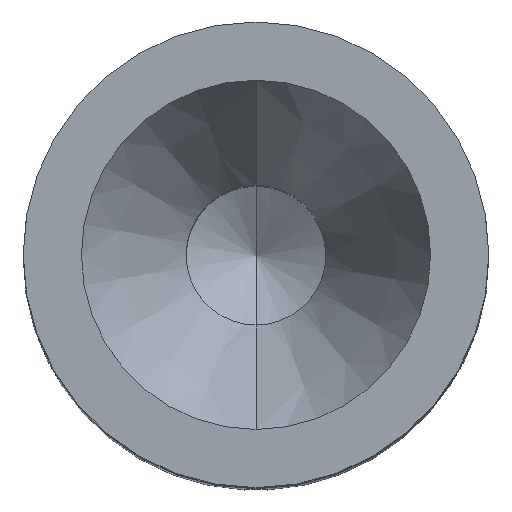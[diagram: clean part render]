
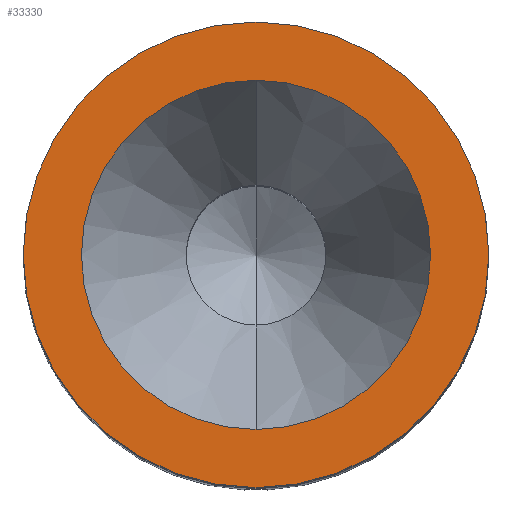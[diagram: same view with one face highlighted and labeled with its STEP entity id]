
A CAD part, top view. The second image highlights one B-rep face of the part: STEP entity #33330.
In plain terms, the highlighted planar face has unit normal (0, 0, 1).
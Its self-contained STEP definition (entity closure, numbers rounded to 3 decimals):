
#32850=CARTESIAN_POINT('',(51.312,49.825,31.6));
#32860=VERTEX_POINT('',#32850);
#32940=CARTESIAN_POINT('',(51.312,43.825,31.6));
#32950=VERTEX_POINT('',#32940);
#32980=CARTESIAN_POINT('',(51.312,46.825,31.6));
#32990=DIRECTION('',(0.,0.,-1.));
#33000=DIRECTION('',(0.,-1.,0.));
#33010=AXIS2_PLACEMENT_3D('',#32980,#32990,#33000);
#33020=CIRCLE('',#33010,3.);
#33030=EDGE_CURVE('',#32860,#32950,#33020,.T.);
#33080=CARTESIAN_POINT('',(51.312,44.2,31.6));
#33090=DIRECTION('',(-0.,0.,1.));
#33100=DIRECTION('',(0.,-1.,0.));
#33110=AXIS2_PLACEMENT_3D('',#33080,#33090,#33100);
#33120=PLANE('',#33110);
#33130=CARTESIAN_POINT('',(51.312,46.825,31.6));
#33140=DIRECTION('',(0.,0.,-1.));
#33150=DIRECTION('',(0.,-1.,0.));
#33160=AXIS2_PLACEMENT_3D('',#33130,#33140,#33150);
#33170=CIRCLE('',#33160,2.25);
#33180=CARTESIAN_POINT('',(51.312,44.575,31.6));
#33190=VERTEX_POINT('',#33180);
#33200=CARTESIAN_POINT('',(51.312,49.075,31.6));
#33210=VERTEX_POINT('',#33200);
#33220=EDGE_CURVE('',#33190,#33210,#33170,.T.);
#33230=ORIENTED_EDGE('',*,*,#33220,.T.);
#33240=EDGE_CURVE('',#33210,#33190,#33170,.T.);
#33250=ORIENTED_EDGE('',*,*,#33240,.T.);
#33260=EDGE_LOOP('',(#33250,#33230));
#33270=FACE_BOUND('',#33260,.T.);
#33280=EDGE_CURVE('',#32950,#32860,#33020,.T.);
#33290=ORIENTED_EDGE('',*,*,#33280,.F.);
#33300=ORIENTED_EDGE('',*,*,#33030,.F.);
#33310=EDGE_LOOP('',(#33300,#33290));
#33320=FACE_OUTER_BOUND('',#33310,.T.);
#33330=ADVANCED_FACE('',(#33270,#33320),#33120,.T.);
